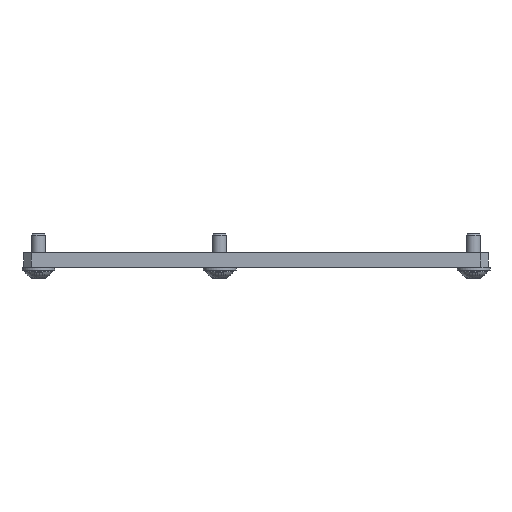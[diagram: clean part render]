
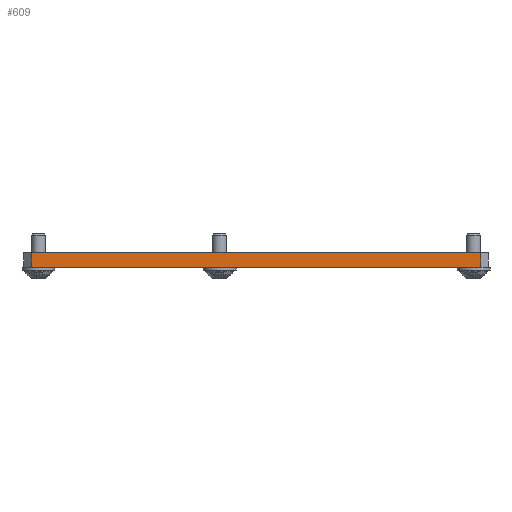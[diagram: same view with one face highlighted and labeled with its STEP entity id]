
A CAD part, left-side view. The second image highlights one B-rep face of the part: STEP entity #609.
In plain terms, the highlighted planar face has unit normal (-1, 0, 0).
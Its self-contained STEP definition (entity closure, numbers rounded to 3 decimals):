
#150 = VECTOR ( 'NONE', #986, 1000. ) ;
#281 = VECTOR ( 'NONE', #2516, 1000. ) ;
#312 = DIRECTION ( 'NONE',  ( 0., -1., 0. ) ) ;
#319 = LINE ( 'NONE', #2279, #281 ) ;
#429 = CARTESIAN_POINT ( 'NONE',  ( -300., 62., -2. ) ) ;
#508 = CARTESIAN_POINT ( 'NONE',  ( -300., 62., 2. ) ) ;
#588 = LINE ( 'NONE', #1957, #150 ) ;
#609 = ADVANCED_FACE ( 'NONE', ( #785 ), #1326, .F. ) ;
#644 = CARTESIAN_POINT ( 'NONE',  ( -300., -62., 2. ) ) ;
#785 = FACE_OUTER_BOUND ( 'NONE', #1696, .T. ) ;
#850 = DIRECTION ( 'NONE',  ( 0., 0., -1. ) ) ;
#902 = LINE ( 'NONE', #1895, #1091 ) ;
#928 = VECTOR ( 'NONE', #850, 1000. ) ;
#986 = DIRECTION ( 'NONE',  ( 0., 0., 1. ) ) ;
#1091 = VECTOR ( 'NONE', #312, 1000. ) ;
#1154 = CARTESIAN_POINT ( 'NONE',  ( -300., 64., 2. ) ) ;
#1163 = ORIENTED_EDGE ( 'NONE', *, *, #2162, .F. ) ;
#1175 = DIRECTION ( 'NONE',  ( 0., 0., -1. ) ) ;
#1190 = VERTEX_POINT ( 'NONE', #2418 ) ;
#1241 = EDGE_CURVE ( 'NONE', #1190, #1541, #2455, .T. ) ;
#1326 = PLANE ( 'NONE',  #1503 ) ;
#1362 = VERTEX_POINT ( 'NONE', #1742 ) ;
#1383 = EDGE_CURVE ( 'NONE', #1541, #1362, #902, .T. ) ;
#1395 = ORIENTED_EDGE ( 'NONE', *, *, #1241, .T. ) ;
#1482 = EDGE_CURVE ( 'NONE', #1362, #1693, #588, .T. ) ;
#1503 = AXIS2_PLACEMENT_3D ( 'NONE', #1154, #1570, #1175 ) ;
#1541 = VERTEX_POINT ( 'NONE', #429 ) ;
#1570 = DIRECTION ( 'NONE',  ( 1., 0., 0. ) ) ;
#1693 = VERTEX_POINT ( 'NONE', #644 ) ;
#1696 = EDGE_LOOP ( 'NONE', ( #1738, #1861, #1163, #1395 ) ) ;
#1738 = ORIENTED_EDGE ( 'NONE', *, *, #1383, .T. ) ;
#1742 = CARTESIAN_POINT ( 'NONE',  ( -300., -62., -2. ) ) ;
#1861 = ORIENTED_EDGE ( 'NONE', *, *, #1482, .T. ) ;
#1895 = CARTESIAN_POINT ( 'NONE',  ( -300., 64., -2. ) ) ;
#1957 = CARTESIAN_POINT ( 'NONE',  ( -300., -62., 2. ) ) ;
#2162 = EDGE_CURVE ( 'NONE', #1190, #1693, #319, .T. ) ;
#2279 = CARTESIAN_POINT ( 'NONE',  ( -300., 64., 2. ) ) ;
#2418 = CARTESIAN_POINT ( 'NONE',  ( -300., 62., 2. ) ) ;
#2455 = LINE ( 'NONE', #508, #928 ) ;
#2516 = DIRECTION ( 'NONE',  ( 0., -1., 0. ) ) ;
